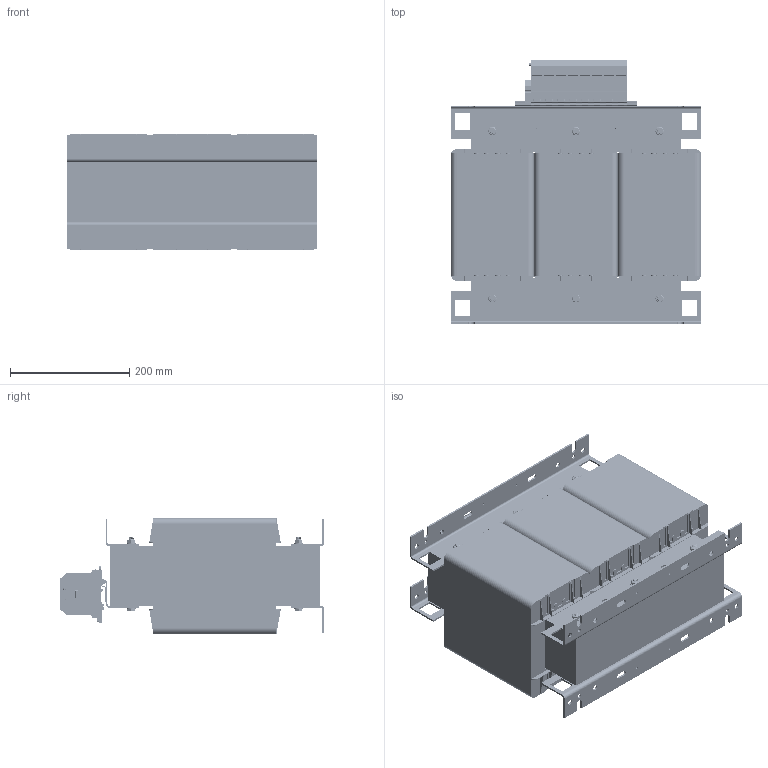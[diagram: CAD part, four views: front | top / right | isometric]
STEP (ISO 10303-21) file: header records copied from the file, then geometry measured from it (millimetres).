
FILE_DESCRIPTION(/* description */ (''),/* implementation_level */ '2;1');
FILE_NAME(/* name */ 'AUTX40.stp',/* time_stamp */ '2022-08-29T09:06:18+02:00',/* author */ ('amr'),/* organization */ (''),/* preprocessor_version */ 'ST-DEVELOPER v16.13',/* originating_system */ 'Autodesk Inventor 2018',/* authorisation */ '');
FILE_SCHEMA (('AUTOMOTIVE_DESIGN { 1 0 10303 214 3 1 1 }'));
Products named in the file (1): AUTX40
Bounding box: 420 x 442.9 x 195 mm (x, y, z)
Volume: 22776677.7 mm3; surface area: 2394609.6 mm2
Topology: 45 solids, 45 shells, 3789 faces, 10177 edges, 6695 vertices
Faces by surface type: plane 2909, cylinder 790, cone 74, bspline 16
Full cylindrical faces by diameter (mm): 2 x16, 3.5 x8, 4.5 x16, 6.647 x14, 8.5 x16, 9 x28, 12 x26, 16 x12
Entity records: 199068 total; most frequent: CARTESIAN_POINT 101384, ORIENTED_EDGE 19932, DIRECTION 19050, EDGE_CURVE 9966, LINE 7998, VECTOR 7998, VERTEX_POINT 6646, AXIS2_PLACEMENT_3D 5526
